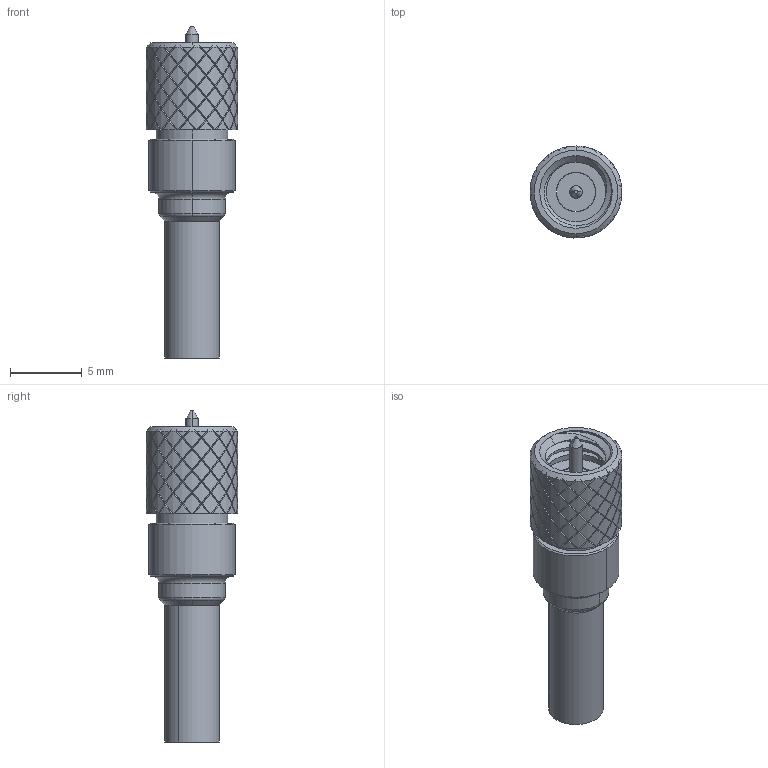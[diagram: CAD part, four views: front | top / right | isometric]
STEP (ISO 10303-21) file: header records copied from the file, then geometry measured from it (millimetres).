
FILE_DESCRIPTION (( 'STEP AP214' ), '1' );
FILE_NAME ('54-005-B3-AD.STEP', '2024-08-08T11:12:08', ( '' ), ( '' ), 'SwSTEP 2.0', 'SolidWorks 2024', '' );
FILE_SCHEMA (( 'AUTOMOTIVE_DESIGN' ));
Products named in the file (1): 54-005-B3-AD
Bounding box: 6.4 x 6.4 x 23.12 mm (x, y, z)
Surface area: 667.9 mm2 (no closed solid volume)
Topology: 0 solids, 7 shells, 677 faces, 1472 edges, 804 vertices
Faces by surface type: bspline 482, cylinder 166, cone 16, plane 9, torus 4
Entity records: 55567 total; most frequent: CARTESIAN_POINT 46519, ORIENTED_EDGE 2913, EDGE_CURVE 1472, VERTEX_POINT 804, DIRECTION 704, EDGE_LOOP 685, ADVANCED_FACE 677, FACE_OUTER_BOUND 677
